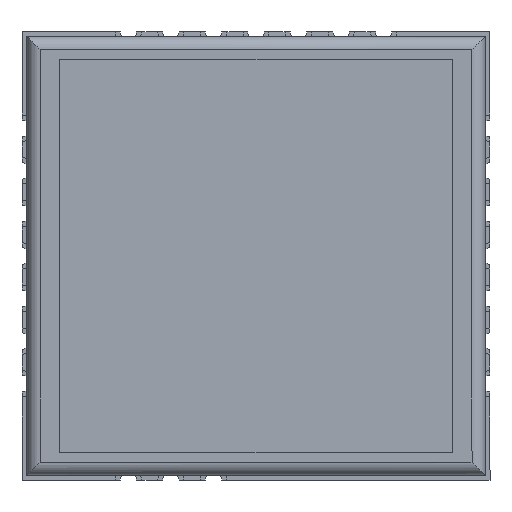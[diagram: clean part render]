
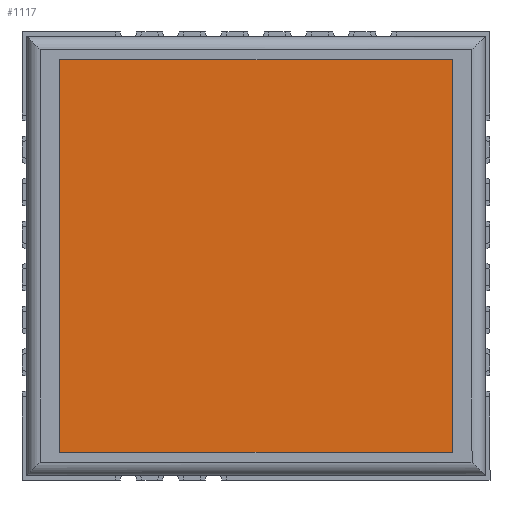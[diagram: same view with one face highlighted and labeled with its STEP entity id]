
A CAD part, top view. The second image highlights one B-rep face of the part: STEP entity #1117.
In plain terms, the highlighted face is planar.
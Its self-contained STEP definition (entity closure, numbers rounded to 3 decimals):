
#33 = EDGE_LOOP ( 'NONE', ( #317, #318, #319, #320 ) ) ;
#317 = ORIENTED_EDGE ( 'NONE', *, *, #1147, .T. ) ;
#318 = ORIENTED_EDGE ( 'NONE', *, *, #1151, .T. ) ;
#319 = ORIENTED_EDGE ( 'NONE', *, *, #1154, .T. ) ;
#320 = ORIENTED_EDGE ( 'NONE', *, *, #1156, .T. ) ;
#1117 = ADVANCED_FACE ( 'NONE', ( #2936 ), #2930, .T. ) ;
#1147 = EDGE_CURVE ( 'NONE', #3926, #3937, #3018, .T. ) ;
#1151 = EDGE_CURVE ( 'NONE', #3937, #3928, #3034, .T. ) ;
#1154 = EDGE_CURVE ( 'NONE', #3928, #3863, #3037, .T. ) ;
#1156 = EDGE_CURVE ( 'NONE', #3863, #3926, #3060, .T. ) ;
#2930 = PLANE ( 'NONE',  #3151 ) ;
#2932 = CARTESIAN_POINT ( 'NONE',  ( -6., 0.05, -6. ) ) ;
#2936 = FACE_OUTER_BOUND ( 'NONE', #33, .T. ) ;
#2938 = DIRECTION ( 'NONE',  ( 0., 1., 0. ) ) ;
#2939 = DIRECTION ( 'NONE',  ( 0., 0., 1. ) ) ;
#3018 = LINE ( 'NONE', #3036, #3183 ) ;
#3034 = LINE ( 'NONE', #3047, #3185 ) ;
#3036 = CARTESIAN_POINT ( 'NONE',  ( -6., 0.05, 6. ) ) ;
#3037 = LINE ( 'NONE', #3055, #3188 ) ;
#3038 = DIRECTION ( 'NONE',  ( 0., 0., 1. ) ) ;
#3047 = CARTESIAN_POINT ( 'NONE',  ( 6., 0.05, 6. ) ) ;
#3048 = DIRECTION ( 'NONE',  ( 1., 0., 0. ) ) ;
#3055 = CARTESIAN_POINT ( 'NONE',  ( 6., 0.05, 6. ) ) ;
#3056 = DIRECTION ( 'NONE',  ( 0., 0., -1. ) ) ;
#3060 = LINE ( 'NONE', #3061, #3193 ) ;
#3061 = CARTESIAN_POINT ( 'NONE',  ( 6., 0.05, -6. ) ) ;
#3062 = DIRECTION ( 'NONE',  ( -1., 0., 0. ) ) ;
#3151 = AXIS2_PLACEMENT_3D ( 'NONE', #2932, #2938, #2939 ) ;
#3183 = VECTOR ( 'NONE', #3038, 1000. ) ;
#3185 = VECTOR ( 'NONE', #3048, 1000. ) ;
#3188 = VECTOR ( 'NONE', #3056, 1000. ) ;
#3193 = VECTOR ( 'NONE', #3062, 1000. ) ;
#3535 = CARTESIAN_POINT ( 'NONE',  ( 6., 0.05, -6. ) ) ;
#3597 = CARTESIAN_POINT ( 'NONE',  ( -6., 0.05, -6. ) ) ;
#3599 = CARTESIAN_POINT ( 'NONE',  ( 6., 0.05, 6. ) ) ;
#3608 = CARTESIAN_POINT ( 'NONE',  ( -6., 0.05, 6. ) ) ;
#3863 = VERTEX_POINT ( 'NONE', #3535 ) ;
#3926 = VERTEX_POINT ( 'NONE', #3597 ) ;
#3928 = VERTEX_POINT ( 'NONE', #3599 ) ;
#3937 = VERTEX_POINT ( 'NONE', #3608 ) ;
